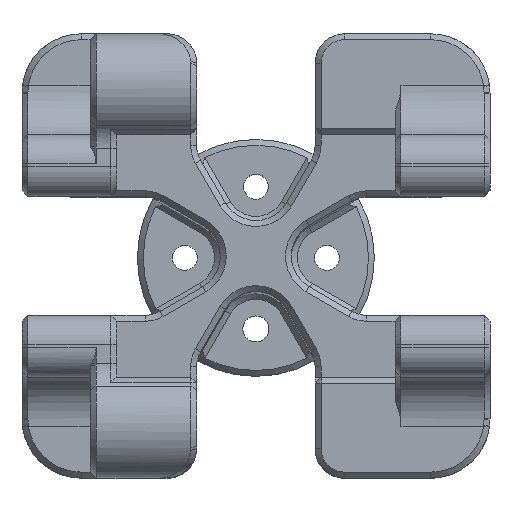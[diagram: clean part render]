
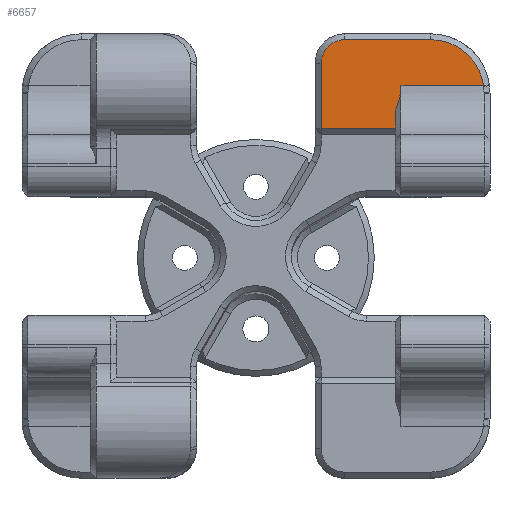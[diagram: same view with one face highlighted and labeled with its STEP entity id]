
A CAD part, top view. The second image highlights one B-rep face of the part: STEP entity #6657.
In plain terms, the highlighted planar face has unit normal (0, 0, 1).
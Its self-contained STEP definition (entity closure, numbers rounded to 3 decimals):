
#591=CIRCLE('',#7191,4.5);
#592=CIRCLE('',#7192,2.);
#862=FACE_OUTER_BOUND('',#1278,.T.);
#1278=EDGE_LOOP('',(#5087,#5088,#5089,#5090,#5091,#5092,#5093,#5094));
#1714=LINE('',#10340,#2269);
#1800=LINE('',#11037,#2355);
#1801=LINE('',#11041,#2356);
#1802=LINE('',#11042,#2357);
#1803=LINE('',#11047,#2358);
#2269=VECTOR('',#7956,10.);
#2355=VECTOR('',#8178,10.);
#2356=VECTOR('',#8181,10.);
#2357=VECTOR('',#8182,10.);
#2358=VECTOR('',#8183,10.);
#2683=(
BOUNDED_CURVE()
B_SPLINE_CURVE(2,(#11044,#11045,#11046),.UNSPECIFIED.,.F.,.F.)
B_SPLINE_CURVE_WITH_KNOTS((3,3),(0.,0.222),.UNSPECIFIED.)
CURVE()
GEOMETRIC_REPRESENTATION_ITEM()
RATIONAL_B_SPLINE_CURVE((1.,1.028,1.))
REPRESENTATION_ITEM('')
);
#2943=VERTEX_POINT('',#10336);
#2945=VERTEX_POINT('',#10339);
#3080=VERTEX_POINT('',#11033);
#3081=VERTEX_POINT('',#11034);
#3082=VERTEX_POINT('',#11036);
#3083=VERTEX_POINT('',#11038);
#3084=VERTEX_POINT('',#11040);
#3085=VERTEX_POINT('',#11043);
#3648=EDGE_CURVE('',#2945,#2943,#1714,.T.);
#3823=EDGE_CURVE('',#3080,#3081,#591,.T.);
#3824=EDGE_CURVE('',#3082,#3080,#1800,.T.);
#3825=EDGE_CURVE('',#3083,#3082,#592,.T.);
#3826=EDGE_CURVE('',#3084,#3083,#1801,.T.);
#3827=EDGE_CURVE('',#2945,#3084,#1802,.T.);
#3828=EDGE_CURVE('',#3085,#2943,#2683,.F.);
#3829=EDGE_CURVE('',#3085,#3081,#1803,.T.);
#5087=ORIENTED_EDGE('',*,*,#3823,.F.);
#5088=ORIENTED_EDGE('',*,*,#3824,.F.);
#5089=ORIENTED_EDGE('',*,*,#3825,.F.);
#5090=ORIENTED_EDGE('',*,*,#3826,.F.);
#5091=ORIENTED_EDGE('',*,*,#3827,.F.);
#5092=ORIENTED_EDGE('',*,*,#3648,.T.);
#5093=ORIENTED_EDGE('',*,*,#3828,.F.);
#5094=ORIENTED_EDGE('',*,*,#3829,.T.);
#6439=PLANE('',#7190);
#6657=ADVANCED_FACE('',(#862),#6439,.T.);
#7190=AXIS2_PLACEMENT_3D('',#11032,#8174,#8175);
#7191=AXIS2_PLACEMENT_3D('',#11035,#8176,#8177);
#7192=AXIS2_PLACEMENT_3D('',#11039,#8179,#8180);
#7956=DIRECTION('',(0.,1.,0.));
#8174=DIRECTION('center_axis',(0.,0.,1.));
#8175=DIRECTION('ref_axis',(0.,-1.,0.));
#8176=DIRECTION('center_axis',(0.,0.,-1.));
#8177=DIRECTION('ref_axis',(0.707,0.707,0.));
#8178=DIRECTION('',(1.,0.,0.));
#8179=DIRECTION('center_axis',(0.,0.,-1.));
#8180=DIRECTION('ref_axis',(-0.707,0.707,0.));
#8181=DIRECTION('',(0.,1.,0.));
#8182=DIRECTION('',(-1.,0.,0.));
#8183=DIRECTION('',(1.,0.,0.));
#10336=CARTESIAN_POINT('',(11.76,84.471,497.743));
#10339=CARTESIAN_POINT('',(11.76,82.999,497.743));
#10340=CARTESIAN_POINT('',(11.76,77.374,497.743));
#11032=CARTESIAN_POINT('Origin',(-19.727,90.996,497.743));
#11033=CARTESIAN_POINT('',(14.773,90.496,497.743));
#11034=CARTESIAN_POINT('',(19.229,86.621,497.743));
#11035=CARTESIAN_POINT('Origin',(14.773,85.996,497.743));
#11036=CARTESIAN_POINT('',(7.511,90.496,497.743));
#11037=CARTESIAN_POINT('',(-19.727,90.496,497.743));
#11038=CARTESIAN_POINT('',(5.511,88.496,497.743));
#11039=CARTESIAN_POINT('Origin',(7.511,88.496,497.743));
#11040=CARTESIAN_POINT('',(5.511,82.999,497.743));
#11041=CARTESIAN_POINT('',(5.511,85.953,497.743));
#11042=CARTESIAN_POINT('',(-3.984,82.999,497.743));
#11043=CARTESIAN_POINT('',(12.26,86.621,497.743));
#11044=CARTESIAN_POINT('Ctrl Pts',(11.76,84.471,497.743));
#11045=CARTESIAN_POINT('Ctrl Pts',(12.26,85.604,497.743));
#11046=CARTESIAN_POINT('Ctrl Pts',(12.26,86.621,497.743));
#11047=CARTESIAN_POINT('',(-19.727,86.621,497.743));
